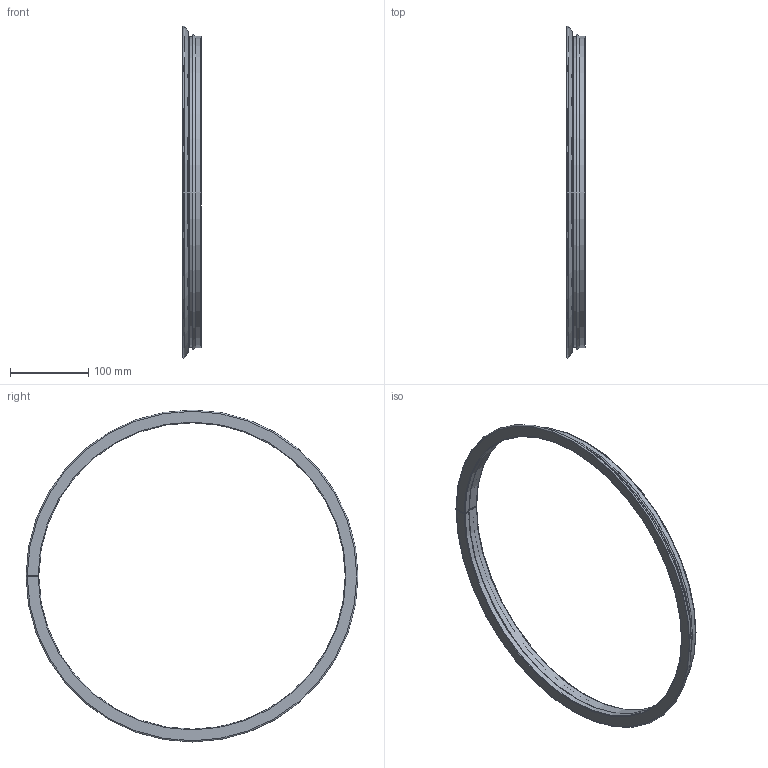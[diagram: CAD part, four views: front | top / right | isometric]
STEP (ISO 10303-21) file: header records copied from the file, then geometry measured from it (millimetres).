
FILE_DESCRIPTION(/* description */ (''),/* implementation_level */ '2;1');
FILE_NAME(/* name */ 'B01A-1008-AF-400.stp',/* time_stamp */ '2017-06-19T09:45:40+02:00',/* author */ (''),/* organization */ (''),/* preprocessor_version */ 'ST-DEVELOPER v11',/* originating_system */ 'SIEMENS UGS NX 6.0',/* authorisation */ '');
FILE_SCHEMA (('CONFIG_CONTROL_DESIGN'));
Length unit declared in the file: millimetre
Products named in the file (1): perlA919s2hk
Bounding box: 23.99 x 425 x 425 mm (x, y, z)
Volume: 69236.4 mm3; surface area: 232443.6 mm2
Topology: 1 solids, 1 shells, 48 faces, 138 edges, 92 vertices
Faces by surface type: torus 22, cylinder 12, plane 9, cone 5
Entity records: 1718 total; most frequent: DIRECTION 326, CARTESIAN_POINT 279, ORIENTED_EDGE 276, AXIS2_PLACEMENT_3D 139, EDGE_CURVE 138, VERTEX_POINT 92, CIRCLE 90, ADVANCED_FACE 48
